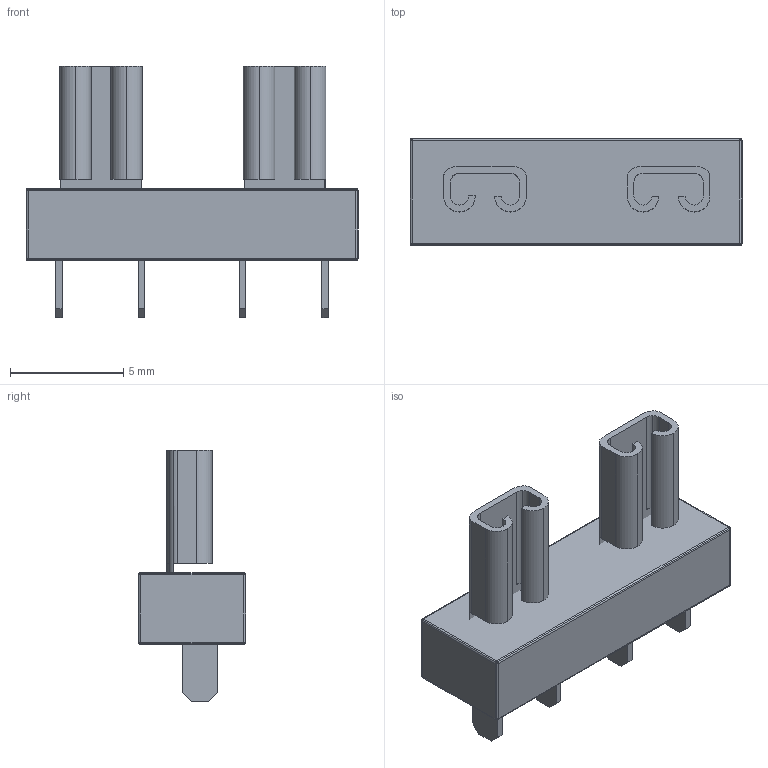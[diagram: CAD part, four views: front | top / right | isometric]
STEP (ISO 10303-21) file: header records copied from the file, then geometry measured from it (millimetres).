
FILE_DESCRIPTION (( 'STEP AP214' ), '1' );
FILE_NAME ('Mini Blade Fuse Holder.STEP', '2020-01-29T22:39:03', ( '' ), ( '' ), 'SwSTEP 2.0', 'SolidWorks 2019', '' );
FILE_SCHEMA (( 'AUTOMOTIVE_DESIGN' ));
Length unit declared in the file: millimetre
Products named in the file (5): Mini Blade Fuse Holder.step; Fuse Holder.step; Mini Blade Fuse Holder; Pins.step; Body.step
Assembly tree (4 placements, depth 4):
  Mini Blade Fuse Holder
    Mini Blade Fuse Holder.step
      Fuse Holder.step
        Body.step
        Pins.step
Bounding box: 14.68 x 4.75 x 11.13 mm (x, y, z)
Volume: 253.9 mm3; surface area: 497.4 mm2
Topology: 7 solids, 7 shells, 141 faces, 341 edges, 214 vertices
Faces by surface type: cylinder 63, plane 62, sphere 16
Entity records: 4316 total; most frequent: DIRECTION 775, CARTESIAN_POINT 705, ORIENTED_EDGE 682, EDGE_CURVE 341, AXIS2_PLACEMENT_3D 284, VERTEX_POINT 214, VECTOR 207, LINE 207
